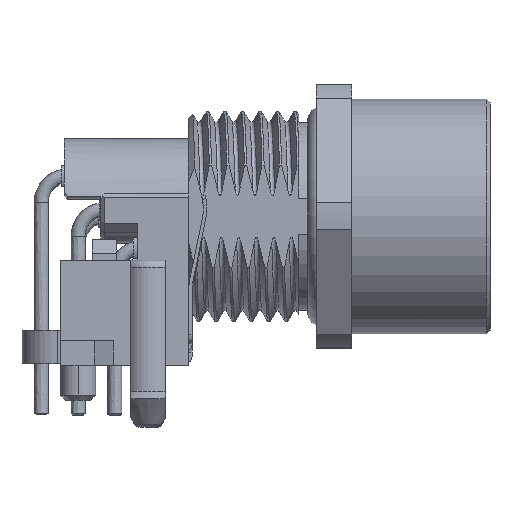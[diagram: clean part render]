
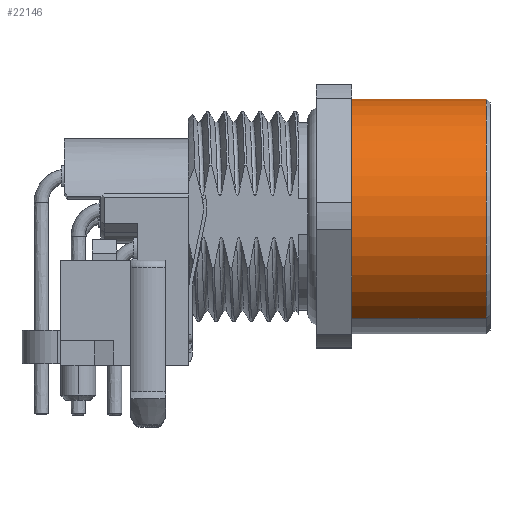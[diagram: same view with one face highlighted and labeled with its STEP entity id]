
A CAD part, top view. The second image highlights one B-rep face of the part: STEP entity #22146.
In plain terms, the highlighted cylindrical face has radius 6.7 mm (diameter 13.4 mm), a partial arc.
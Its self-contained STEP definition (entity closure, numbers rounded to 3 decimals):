
#2873=DIRECTION('',(-1.,0.,0.));
#2874=VECTOR('',#2873,7.7);
#2875=CARTESIAN_POINT('',(24.098,5.802,-3.35));
#2876=LINE('',#2875,#2874);
#2877=CARTESIAN_POINT('',(24.098,0.,0.));
#2878=DIRECTION('',(1.,0.,0.));
#2879=DIRECTION('',(0.,0.866,-0.5));
#2880=AXIS2_PLACEMENT_3D('',#2877,#2878,#2879);
#2882=DIRECTION('',(-1.,0.,0.));
#2883=VECTOR('',#2882,7.7);
#2884=CARTESIAN_POINT('',(24.098,-5.802,3.35));
#2885=LINE('',#2884,#2883);
#2955=CARTESIAN_POINT('',(16.398,0.,0.));
#2956=DIRECTION('',(1.,0.,0.));
#2957=DIRECTION('',(0.,0.866,-0.5));
#2958=AXIS2_PLACEMENT_3D('',#2955,#2956,#2957);
#19053=CARTESIAN_POINT('',(16.398,-5.802,3.35));
#19054=CARTESIAN_POINT('',(16.398,5.802,-3.35));
#19055=VERTEX_POINT('',#19053);
#19056=VERTEX_POINT('',#19054);
#19057=CARTESIAN_POINT('',(24.098,5.802,
-3.35));
#19058=VERTEX_POINT('',#19057);
#19059=CARTESIAN_POINT('',(24.098,-5.802,
3.35));
#19060=VERTEX_POINT('',#19059);
#22134=CARTESIAN_POINT('',(16.398,0.,0.));
#22135=DIRECTION('',(1.,0.,0.));
#22136=DIRECTION('',(0.,-0.866,0.5));
#22137=AXIS2_PLACEMENT_3D('',#22134,#22135,#22136);
#22138=CYLINDRICAL_SURFACE('',#22137,6.7);
#22139=ORIENTED_EDGE('',*,*,#22099,.T.);
#22140=ORIENTED_EDGE('',*,*,#22129,.T.);
#22142=ORIENTED_EDGE('',*,*,#22141,.F.);
#22143=ORIENTED_EDGE('',*,*,#22125,.F.);
#22144=EDGE_LOOP('',(#22139,#22140,#22142,#22143));
#22145=FACE_OUTER_BOUND('',#22144,.F.);
#22146=ADVANCED_FACE('',(#22145),#22138,.T.);
#2881=CIRCLE('',#2880,6.7);
#2959=CIRCLE('',#2958,6.7);
#22099=EDGE_CURVE('',#19058,#19060,#2881,.T.);
#22125=EDGE_CURVE('',#19058,#19056,#2876,.T.);
#22129=EDGE_CURVE('',#19060,#19055,#2885,.T.);
#22141=EDGE_CURVE('',#19056,#19055,#2959,.T.);
